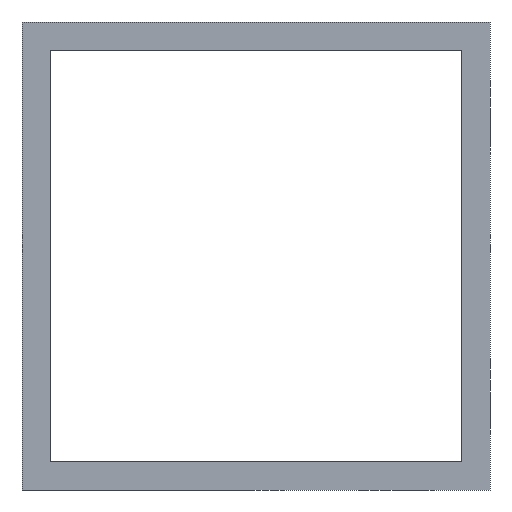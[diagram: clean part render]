
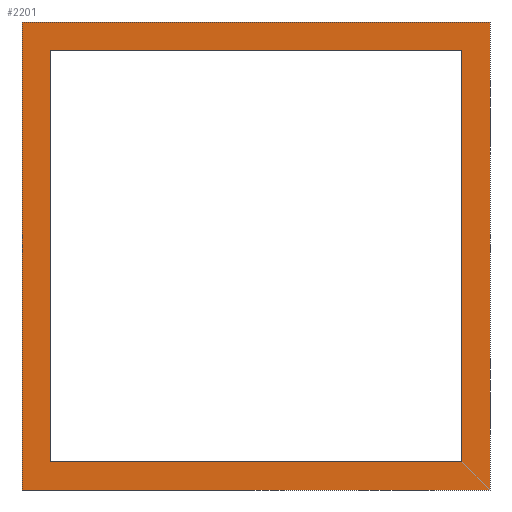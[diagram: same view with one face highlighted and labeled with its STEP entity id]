
A CAD part, front view. The second image highlights one B-rep face of the part: STEP entity #2201.
In plain terms, the highlighted planar face has unit normal (0, -1, 0).
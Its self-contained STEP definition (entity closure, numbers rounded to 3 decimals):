
#19 = CARTESIAN_POINT ( 'NONE',  ( -11., -65., -11. ) ) ;
#42 = EDGE_CURVE ( 'NONE', #441, #2036, #462, .T. ) ;
#50 = ORIENTED_EDGE ( 'NONE', *, *, #685, .T. ) ;
#225 = LINE ( 'NONE', #1490, #2169 ) ;
#262 = ORIENTED_EDGE ( 'NONE', *, *, #1817, .F. ) ;
#423 = FACE_BOUND ( 'NONE', #2297, .T. ) ;
#441 = VERTEX_POINT ( 'NONE', #1421 ) ;
#452 = LINE ( 'NONE', #859, #2395 ) ;
#462 = LINE ( 'NONE', #2306, #1210 ) ;
#504 = DIRECTION ( 'NONE',  ( 0., 1., 0. ) ) ;
#535 = CARTESIAN_POINT ( 'NONE',  ( 11., -65., -11. ) ) ;
#542 = FACE_OUTER_BOUND ( 'NONE', #1441, .T. ) ;
#546 = LINE ( 'NONE', #1978, #2429 ) ;
#567 = CARTESIAN_POINT ( 'NONE',  ( -11., -65., 11. ) ) ;
#668 = CARTESIAN_POINT ( 'NONE',  ( 12.5, -65., -12.5 ) ) ;
#670 = EDGE_CURVE ( 'NONE', #2128, #1494, #546, .T. ) ;
#685 = EDGE_CURVE ( 'NONE', #840, #968, #452, .T. ) ;
#686 = VECTOR ( 'NONE', #1321, 1000. ) ;
#840 = VERTEX_POINT ( 'NONE', #535 ) ;
#859 = CARTESIAN_POINT ( 'NONE',  ( -11., -65., -11. ) ) ;
#868 = PLANE ( 'NONE',  #2109 ) ;
#875 = EDGE_CURVE ( 'NONE', #1494, #441, #2049, .T. ) ;
#968 = VERTEX_POINT ( 'NONE', #19 ) ;
#1012 = DIRECTION ( 'NONE',  ( 0., 0., -1. ) ) ;
#1019 = CARTESIAN_POINT ( 'NONE',  ( -12.5, -65., -12.5 ) ) ;
#1047 = DIRECTION ( 'NONE',  ( 0., 0., -1. ) ) ;
#1074 = DIRECTION ( 'NONE',  ( -1., 0., 0. ) ) ;
#1111 = DIRECTION ( 'NONE',  ( 1., 0., 0. ) ) ;
#1123 = CARTESIAN_POINT ( 'NONE',  ( -11., -65., -11. ) ) ;
#1204 = VECTOR ( 'NONE', #2078, 1000. ) ;
#1210 = VECTOR ( 'NONE', #1012, 1000. ) ;
#1212 = EDGE_CURVE ( 'NONE', #2296, #2208, #225, .T. ) ;
#1240 = VECTOR ( 'NONE', #1047, 1000. ) ;
#1321 = DIRECTION ( 'NONE',  ( 1., 0., 0. ) ) ;
#1356 = LINE ( 'NONE', #1123, #1920 ) ;
#1404 = ORIENTED_EDGE ( 'NONE', *, *, #1212, .T. ) ;
#1421 = CARTESIAN_POINT ( 'NONE',  ( 12.5, -65., 12.5 ) ) ;
#1435 = CARTESIAN_POINT ( 'NONE',  ( 11., -65., -11. ) ) ;
#1441 = EDGE_LOOP ( 'NONE', ( #1661, #1638, #2063, #262 ) ) ;
#1443 = DIRECTION ( 'NONE',  ( 0., 0., 1. ) ) ;
#1490 = CARTESIAN_POINT ( 'NONE',  ( -11., -65., 11. ) ) ;
#1494 = VERTEX_POINT ( 'NONE', #1641 ) ;
#1522 = EDGE_CURVE ( 'NONE', #2208, #840, #2194, .T. ) ;
#1622 = CARTESIAN_POINT ( 'NONE',  ( 0., -65., 0. ) ) ;
#1638 = ORIENTED_EDGE ( 'NONE', *, *, #875, .F. ) ;
#1641 = CARTESIAN_POINT ( 'NONE',  ( -12.5, -65., 12.5 ) ) ;
#1643 = CARTESIAN_POINT ( 'NONE',  ( -12.5, -65., 12.5 ) ) ;
#1661 = ORIENTED_EDGE ( 'NONE', *, *, #42, .F. ) ;
#1701 = CARTESIAN_POINT ( 'NONE',  ( -12.5, -65., -12.5 ) ) ;
#1753 = EDGE_CURVE ( 'NONE', #968, #2296, #1356, .T. ) ;
#1817 = EDGE_CURVE ( 'NONE', #2036, #2128, #2366, .T. ) ;
#1872 = ORIENTED_EDGE ( 'NONE', *, *, #1753, .T. ) ;
#1897 = DIRECTION ( 'NONE',  ( 0., 0., 1. ) ) ;
#1920 = VECTOR ( 'NONE', #1897, 1000. ) ;
#1978 = CARTESIAN_POINT ( 'NONE',  ( -12.5, -65., -12.5 ) ) ;
#2036 = VERTEX_POINT ( 'NONE', #668 ) ;
#2049 = LINE ( 'NONE', #1643, #686 ) ;
#2063 = ORIENTED_EDGE ( 'NONE', *, *, #670, .F. ) ;
#2078 = DIRECTION ( 'NONE',  ( -1., 0., 0. ) ) ;
#2109 = AXIS2_PLACEMENT_3D ( 'NONE', #1622, #504, #1443 ) ;
#2110 = DIRECTION ( 'NONE',  ( 0., 0., 1. ) ) ;
#2128 = VERTEX_POINT ( 'NONE', #1019 ) ;
#2169 = VECTOR ( 'NONE', #1111, 1000. ) ;
#2194 = LINE ( 'NONE', #1435, #1240 ) ;
#2201 = ADVANCED_FACE ( 'NONE', ( #423, #542 ), #868, .F. ) ;
#2207 = ORIENTED_EDGE ( 'NONE', *, *, #1522, .T. ) ;
#2208 = VERTEX_POINT ( 'NONE', #2270 ) ;
#2270 = CARTESIAN_POINT ( 'NONE',  ( 11., -65., 11. ) ) ;
#2296 = VERTEX_POINT ( 'NONE', #567 ) ;
#2297 = EDGE_LOOP ( 'NONE', ( #1404, #2207, #50, #1872 ) ) ;
#2306 = CARTESIAN_POINT ( 'NONE',  ( 12.5, -65., -12.5 ) ) ;
#2366 = LINE ( 'NONE', #1701, #1204 ) ;
#2395 = VECTOR ( 'NONE', #1074, 1000. ) ;
#2429 = VECTOR ( 'NONE', #2110, 1000. ) ;
